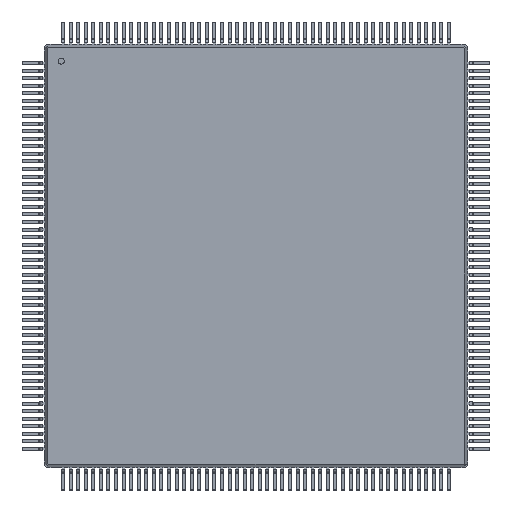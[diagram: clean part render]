
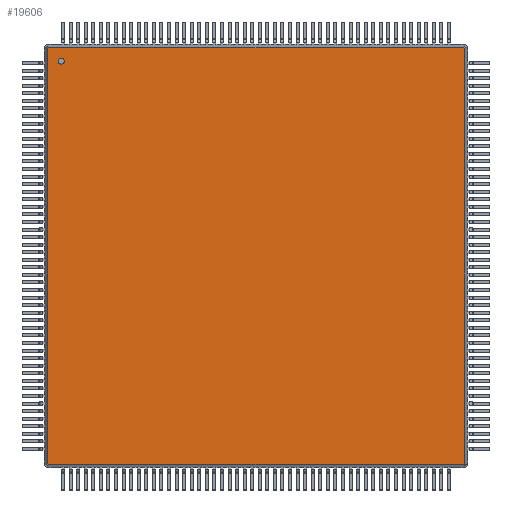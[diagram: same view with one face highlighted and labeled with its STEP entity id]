
A CAD part, top view. The second image highlights one B-rep face of the part: STEP entity #19606.
In plain terms, the highlighted planar face has unit normal (0, 0, 1).
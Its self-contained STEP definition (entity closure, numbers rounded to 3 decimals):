
#5496 = VERTEX_POINT('',#5497);
#5497 = CARTESIAN_POINT('',(13.713,13.776,1.6));
#5502 = EDGE_CURVE('',#5503,#5496,#5505,.T.);
#5503 = VERTEX_POINT('',#5504);
#5504 = CARTESIAN_POINT('',(-13.713,13.776,1.6));
#5505 = LINE('',#5506,#5507);
#5506 = CARTESIAN_POINT('',(-13.713,13.776,1.6));
#5507 = VECTOR('',#5508,1.);
#5508 = DIRECTION('',(1.,0.,0.));
#19589 = EDGE_CURVE('',#19590,#5503,#19592,.T.);
#19590 = VERTEX_POINT('',#19591);
#19591 = CARTESIAN_POINT('',(-13.776,13.713,1.6));
#19592 = LINE('',#19593,#19594);
#19593 = CARTESIAN_POINT('',(-13.776,13.713,1.6));
#19594 = VECTOR('',#19595,1.);
#19595 = DIRECTION('',(0.707,0.707,0.));
#19606 = ADVANCED_FACE('',(#19607,#19657),#19668,.F.);
#19607 = FACE_BOUND('',#19608,.F.);
#19608 = EDGE_LOOP('',(#19609,#19610,#19618,#19626,#19634,#19642,#19650,
#19656));
#19609 = ORIENTED_EDGE('',*,*,#5502,.T.);
#19610 = ORIENTED_EDGE('',*,*,#19611,.T.);
#19611 = EDGE_CURVE('',#5496,#19612,#19614,.T.);
#19612 = VERTEX_POINT('',#19613);
#19613 = CARTESIAN_POINT('',(13.776,13.713,1.6));
#19614 = LINE('',#19615,#19616);
#19615 = CARTESIAN_POINT('',(13.713,13.776,1.6));
#19616 = VECTOR('',#19617,1.);
#19617 = DIRECTION('',(0.707,-0.707,0.));
#19618 = ORIENTED_EDGE('',*,*,#19619,.T.);
#19619 = EDGE_CURVE('',#19612,#19620,#19622,.T.);
#19620 = VERTEX_POINT('',#19621);
#19621 = CARTESIAN_POINT('',(13.776,-13.713,1.6));
#19622 = LINE('',#19623,#19624);
#19623 = CARTESIAN_POINT('',(13.776,13.713,1.6));
#19624 = VECTOR('',#19625,1.);
#19625 = DIRECTION('',(0.,-1.,0.));
#19626 = ORIENTED_EDGE('',*,*,#19627,.T.);
#19627 = EDGE_CURVE('',#19620,#19628,#19630,.T.);
#19628 = VERTEX_POINT('',#19629);
#19629 = CARTESIAN_POINT('',(13.713,-13.776,1.6));
#19630 = LINE('',#19631,#19632);
#19631 = CARTESIAN_POINT('',(13.776,-13.713,1.6));
#19632 = VECTOR('',#19633,1.);
#19633 = DIRECTION('',(-0.707,-0.707,0.));
#19634 = ORIENTED_EDGE('',*,*,#19635,.T.);
#19635 = EDGE_CURVE('',#19628,#19636,#19638,.T.);
#19636 = VERTEX_POINT('',#19637);
#19637 = CARTESIAN_POINT('',(-13.713,-13.776,1.6));
#19638 = LINE('',#19639,#19640);
#19639 = CARTESIAN_POINT('',(13.713,-13.776,1.6));
#19640 = VECTOR('',#19641,1.);
#19641 = DIRECTION('',(-1.,0.,0.));
#19642 = ORIENTED_EDGE('',*,*,#19643,.T.);
#19643 = EDGE_CURVE('',#19636,#19644,#19646,.T.);
#19644 = VERTEX_POINT('',#19645);
#19645 = CARTESIAN_POINT('',(-13.776,-13.713,1.6));
#19646 = LINE('',#19647,#19648);
#19647 = CARTESIAN_POINT('',(-13.713,-13.776,1.6));
#19648 = VECTOR('',#19649,1.);
#19649 = DIRECTION('',(-0.707,0.707,0.));
#19650 = ORIENTED_EDGE('',*,*,#19651,.T.);
#19651 = EDGE_CURVE('',#19644,#19590,#19652,.T.);
#19652 = LINE('',#19653,#19654);
#19653 = CARTESIAN_POINT('',(-13.776,-13.713,1.6));
#19654 = VECTOR('',#19655,1.);
#19655 = DIRECTION('',(0.,1.,0.));
#19656 = ORIENTED_EDGE('',*,*,#19589,.T.);
#19657 = FACE_BOUND('',#19658,.F.);
#19658 = EDGE_LOOP('',(#19659));
#19659 = ORIENTED_EDGE('',*,*,#19660,.T.);
#19660 = EDGE_CURVE('',#19661,#19661,#19663,.T.);
#19661 = VERTEX_POINT('',#19662);
#19662 = CARTESIAN_POINT('',(-12.876,12.676,1.6));
#19663 = CIRCLE('',#19664,0.2);
#19664 = AXIS2_PLACEMENT_3D('',#19665,#19666,#19667);
#19665 = CARTESIAN_POINT('',(-12.876,12.876,1.6));
#19666 = DIRECTION('',(0.,0.,1.));
#19667 = DIRECTION('',(0.,-1.,0.));
#19668 = PLANE('',#19669);
#19669 = AXIS2_PLACEMENT_3D('',#19670,#19671,#19672);
#19670 = CARTESIAN_POINT('',(-13.713,13.776,1.6));
#19671 = DIRECTION('',(0.,0.,-1.));
#19672 = DIRECTION('',(0.705,-0.709,0.));
